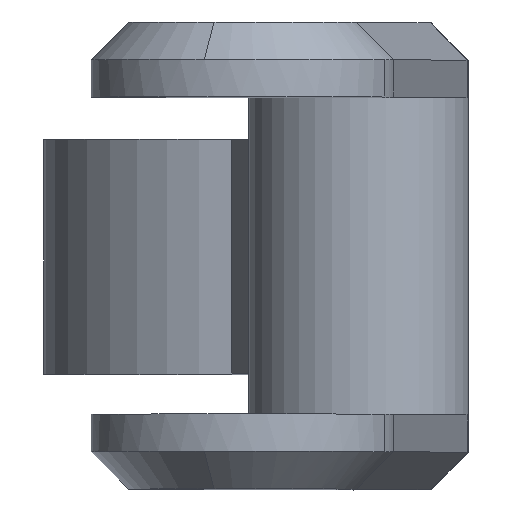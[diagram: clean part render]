
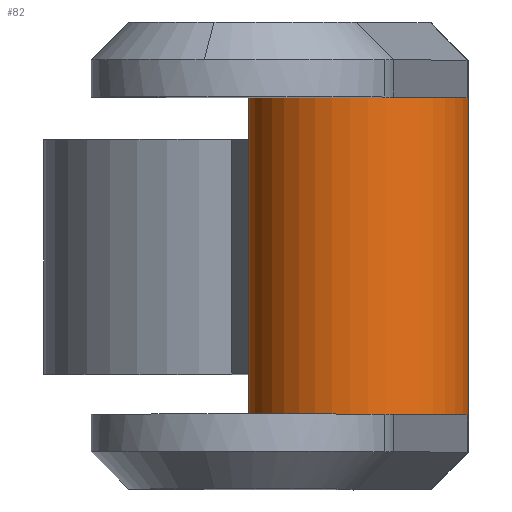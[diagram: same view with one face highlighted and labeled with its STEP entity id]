
A CAD part, top view. The second image highlights one B-rep face of the part: STEP entity #82.
In plain terms, the highlighted cylindrical face has radius 44 mm (diameter 88 mm), a partial arc.
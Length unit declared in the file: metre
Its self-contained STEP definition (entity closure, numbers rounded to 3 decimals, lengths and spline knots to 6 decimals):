
#82=ADVANCED_FACE('9:123',(#179),#180,.T.);
#179=FACE_OUTER_BOUND('',#287,.T.);
#180=CYLINDRICAL_SURFACE('',#288,0.044);
#287=EDGE_LOOP('',(#463,#464,#465,#466,#467,#468,#469,#470));
#288=AXIS2_PLACEMENT_3D('',#471,#472,#473);
#463=ORIENTED_EDGE('',*,*,#690,.T.);
#464=ORIENTED_EDGE('',*,*,#716,.F.);
#465=ORIENTED_EDGE('',*,*,#712,.T.);
#466=ORIENTED_EDGE('',*,*,#717,.F.);
#467=ORIENTED_EDGE('',*,*,#694,.T.);
#468=ORIENTED_EDGE('',*,*,#672,.F.);
#469=ORIENTED_EDGE('',*,*,#708,.T.);
#470=ORIENTED_EDGE('',*,*,#703,.F.);
#471=CARTESIAN_POINT('',(0.047433,0.0635,0.48229));
#472=DIRECTION('',(0.,1.0,0.));
#473=DIRECTION('',(1.0,0.,0.));
#672=EDGE_CURVE('9:1087',#804,#806,#807,.T.);
#690=EDGE_CURVE('',#837,#838,#839,.T.);
#694=EDGE_CURVE('',#845,#806,#846,.T.);
#703=EDGE_CURVE('',#837,#860,#861,.T.);
#708=EDGE_CURVE('9:3149',#804,#860,#867,.T.);
#712=EDGE_CURVE('9:3152',#872,#873,#874,.T.);
#716=EDGE_CURVE('9:635',#872,#838,#878,.T.);
#717=EDGE_CURVE('',#845,#873,#879,.T.);
#804=VERTEX_POINT('',#981);
#806=VERTEX_POINT('',#984);
#807=CIRCLE('',#985,0.044);
#837=VERTEX_POINT('',#1021);
#838=VERTEX_POINT('',#1022);
#839=LINE('',#1023,#1024);
#845=VERTEX_POINT('',#1031);
#846=LINE('',#1032,#1033);
#860=VERTEX_POINT('',#1050);
#861=CIRCLE('',#1051,0.044);
#867=LINE('',#1059,#1060);
#872=VERTEX_POINT('',#1067);
#873=VERTEX_POINT('',#1068);
#874=LINE('',#1069,#1070);
#878=CIRCLE('',#1076,0.044);
#879=CIRCLE('',#1077,0.044);
#981=CARTESIAN_POINT('',(0.090836,0.0785,0.489515));
#984=CARTESIAN_POINT('',(0.091433,0.0785,0.48229));
#985=AXIS2_PLACEMENT_3D('',#1183,#1184,#1185);
#1021=CARTESIAN_POINT('',(0.003433,0.0635,0.48229));
#1022=CARTESIAN_POINT('',(0.003433,-0.0635,0.48229));
#1023=CARTESIAN_POINT('',(0.003433,0.0635,0.48229));
#1024=VECTOR('',#1213,1.0);
#1031=CARTESIAN_POINT('',(0.091433,-0.0785,0.48229));
#1032=CARTESIAN_POINT('',(0.091433,0.0635,0.48229));
#1033=VECTOR('',#1221,1.0);
#1050=CARTESIAN_POINT('',(0.090836,0.0635,0.489515));
#1051=AXIS2_PLACEMENT_3D('',#1237,#1238,#1239);
#1059=CARTESIAN_POINT('',(0.090836,-0.0635,0.489515));
#1060=VECTOR('',#1245,1.0);
#1067=CARTESIAN_POINT('',(0.090836,-0.0635,0.489515));
#1068=CARTESIAN_POINT('',(0.090836,-0.0785,0.489515));
#1069=CARTESIAN_POINT('',(0.090836,-0.0635,0.489515));
#1070=VECTOR('',#1248,1.0);
#1076=AXIS2_PLACEMENT_3D('',#1251,#1252,#1253);
#1077=AXIS2_PLACEMENT_3D('',#1254,#1255,#1256);
#1183=CARTESIAN_POINT('',(0.047433,0.0785,0.48229));
#1184=DIRECTION('',(0.,1.0,0.));
#1185=DIRECTION('',(0.257,0.,-0.966));
#1213=DIRECTION('',(0.,-1.0,0.));
#1221=DIRECTION('',(0.,1.0,0.));
#1237=CARTESIAN_POINT('',(0.047433,0.0635,0.48229));
#1238=DIRECTION('',(0.,1.0,0.));
#1239=DIRECTION('',(1.0,0.,0.));
#1245=DIRECTION('',(0.,-1.0,0.));
#1248=DIRECTION('',(0.,-1.0,0.));
#1251=CARTESIAN_POINT('',(0.047433,-0.0635,0.48229));
#1252=DIRECTION('',(0.,-1.0,0.));
#1253=DIRECTION('',(1.0,0.,0.));
#1254=CARTESIAN_POINT('',(0.047433,-0.0785,0.48229));
#1255=DIRECTION('',(0.,-1.0,0.));
#1256=DIRECTION('',(0.257,0.,-0.966));
